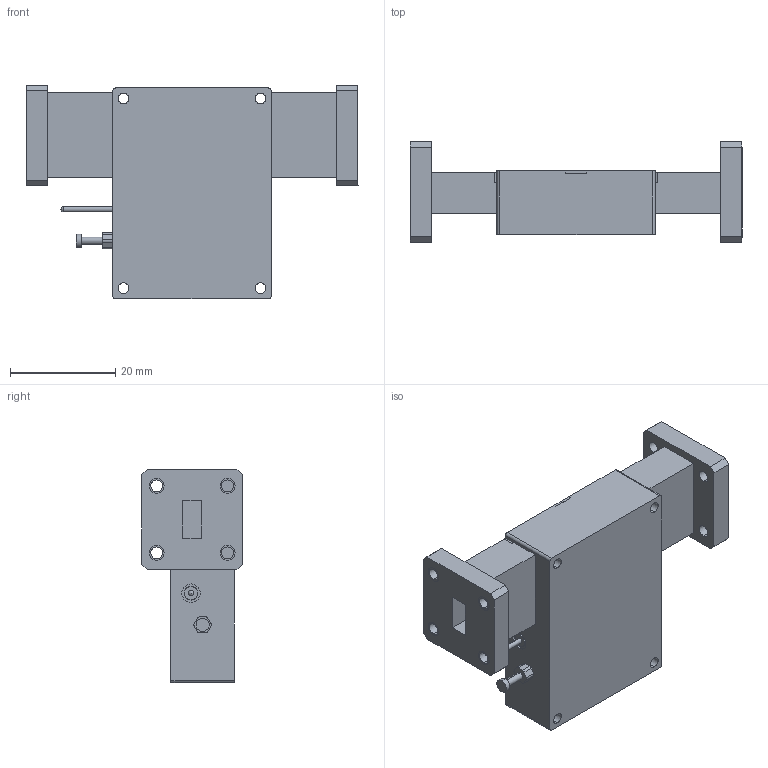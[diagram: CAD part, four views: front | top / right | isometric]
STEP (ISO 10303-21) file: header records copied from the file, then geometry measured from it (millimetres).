
FILE_DESCRIPTION (( 'STEP AP203' ), '1' );
FILE_NAME ('PE15A1077.step', '2020-09-11T20:35:22', ( '' ), ( '' ), 'SwSTEP 2.0', 'SolidWorks 2018', '' );
FILE_SCHEMA (( 'CONFIG_CONTROL_DESIGN' ));
Length unit declared in the file: inch
Products named in the file (1): PE15A1077
Bounding box: 63 x 19.02 x 40.52 mm (x, y, z)
Volume: 19670.1 mm3; surface area: 8617.6 mm2
Topology: 1 solids, 20 shells, 967 faces, 2545 edges, 1669 vertices
Faces by surface type: plane 569, cylinder 238, bspline 107, cone 52, sphere 1
Entity records: 33399 total; most frequent: CARTESIAN_POINT 9686, ORIENTED_EDGE 5048, DIRECTION 4562, EDGE_CURVE 2524, VECTOR 1780, LINE 1780, VERTEX_POINT 1667, AXIS2_PLACEMENT_3D 1391
